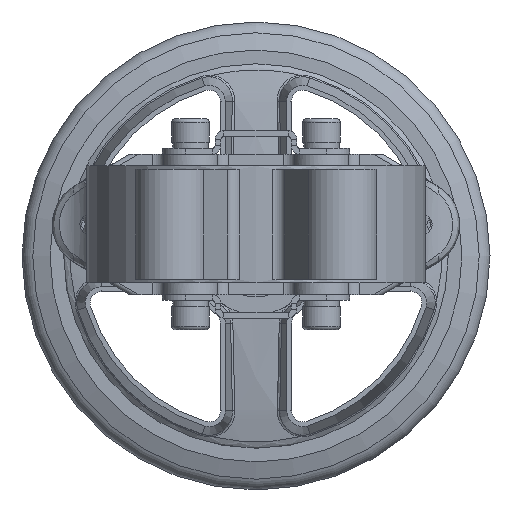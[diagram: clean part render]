
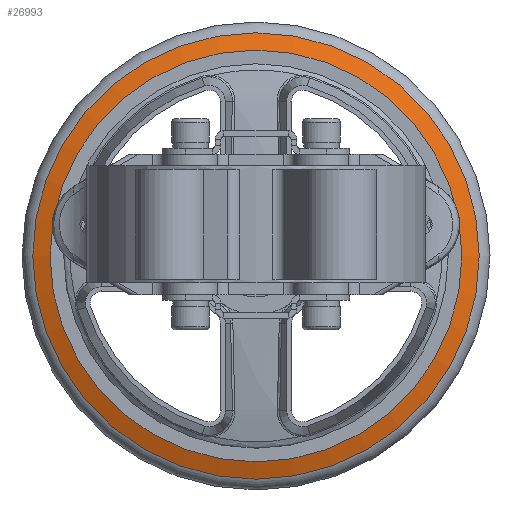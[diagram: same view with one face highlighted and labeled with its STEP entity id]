
A CAD part, front view. The second image highlights one B-rep face of the part: STEP entity #26993.
In plain terms, the highlighted conical face has half-angle 70 degrees and reference radius 88 mm.
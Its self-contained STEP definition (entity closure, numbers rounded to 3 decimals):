
#3381=LINE('',#46299,#5166);
#5166=VECTOR('',#33917,88.);
#6018=CONICAL_SURFACE('',#29036,88.,1.222);
#6888=FACE_OUTER_BOUND('',#8488,.T.);
#8488=EDGE_LOOP('',(#21328,#21329,#21330,#21331,#21332,#21333));
#9938=CIRCLE('',#29037,95.394);
#9939=CIRCLE('',#29038,88.);
#9940=CIRCLE('',#29039,88.);
#9941=CIRCLE('',#29040,95.394);
#12212=VERTEX_POINT('',#46295);
#12213=VERTEX_POINT('',#46296);
#12214=VERTEX_POINT('',#46298);
#12215=VERTEX_POINT('',#46300);
#15457=EDGE_CURVE('',#12212,#12213,#9938,.T.);
#15458=EDGE_CURVE('',#12213,#12214,#3381,.T.);
#15459=EDGE_CURVE('',#12214,#12215,#9939,.T.);
#15460=EDGE_CURVE('',#12215,#12214,#9940,.T.);
#15461=EDGE_CURVE('',#12213,#12212,#9941,.T.);
#21328=ORIENTED_EDGE('',*,*,#15457,.T.);
#21329=ORIENTED_EDGE('',*,*,#15458,.T.);
#21330=ORIENTED_EDGE('',*,*,#15459,.T.);
#21331=ORIENTED_EDGE('',*,*,#15460,.T.);
#21332=ORIENTED_EDGE('',*,*,#15458,.F.);
#21333=ORIENTED_EDGE('',*,*,#15461,.T.);
#26993=ADVANCED_FACE('',(#6888),#6018,.T.);
#29036=AXIS2_PLACEMENT_3D('',#46294,#33913,#33914);
#29037=AXIS2_PLACEMENT_3D('',#46297,#33915,#33916);
#29038=AXIS2_PLACEMENT_3D('',#46301,#33918,#33919);
#29039=AXIS2_PLACEMENT_3D('',#46302,#33920,#33921);
#29040=AXIS2_PLACEMENT_3D('',#46303,#33922,#33923);
#33913=DIRECTION('center_axis',(0.,1.,0.));
#33914=DIRECTION('ref_axis',(0.001,0.,
-1.));
#33915=DIRECTION('center_axis',(0.,-1.,0.));
#33916=DIRECTION('ref_axis',(-0.001,0.,
1.));
#33917=DIRECTION('',(0.001,-0.342,-0.94));
#33918=DIRECTION('center_axis',(0.,1.,0.));
#33919=DIRECTION('ref_axis',(0.001,0.,
-1.));
#33920=DIRECTION('center_axis',(0.,1.,0.));
#33921=DIRECTION('ref_axis',(0.001,0.,
-1.));
#33922=DIRECTION('center_axis',(0.,-1.,0.));
#33923=DIRECTION('ref_axis',(-0.001,0.,
1.));
#46294=CARTESIAN_POINT('Origin',(0.,338.632,
-13.5));
#46295=CARTESIAN_POINT('',(0.055,341.324,-108.894));
#46296=CARTESIAN_POINT('',(-0.055,341.324,81.894));
#46297=CARTESIAN_POINT('Origin',(0.,341.324,
-13.5));
#46298=CARTESIAN_POINT('',(-0.05,338.632,74.5));
#46299=CARTESIAN_POINT('',(-0.05,338.632,74.5));
#46300=CARTESIAN_POINT('',(0.05,338.632,-101.5));
#46301=CARTESIAN_POINT('Origin',(0.,338.632,
-13.5));
#46302=CARTESIAN_POINT('Origin',(0.,338.632,
-13.5));
#46303=CARTESIAN_POINT('Origin',(0.,341.324,
-13.5));
